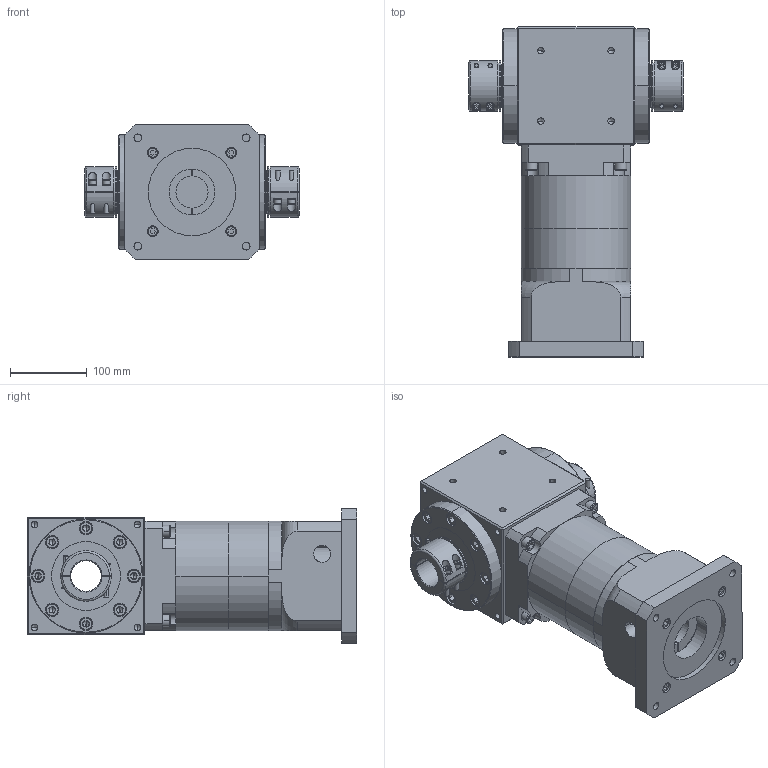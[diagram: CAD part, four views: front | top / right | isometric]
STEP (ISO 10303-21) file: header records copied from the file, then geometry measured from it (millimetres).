
FILE_DESCRIPTION (( 'STEP AP214' ), '1' );
FILE_NAME ('RAH150-L2-XX-D-42-114.3-200-M12_2019.STEP', '2019-05-13T06:06:49', ( 'Y' ), ( 'NCU' ), 'SwSTEP 2.0', 'SolidWorks 2016', '' );
FILE_SCHEMA (( 'AUTOMOTIVE_DESIGN' ));
Length unit declared in the file: millimetre
Products named in the file (1): RAH150-L2-XX-D-42-114.3-200-M12_2019
Bounding box: 280 x 431 x 176 mm (x, y, z)
Volume: 8852411 mm3; surface area: 656200.4 mm2
Topology: 4 solids, 38 shells, 1362 faces, 3150 edges, 1938 vertices
Faces by surface type: plane 688, cylinder 440, cone 158, torus 76
Entity records: 41541 total; most frequent: CARTESIAN_POINT 8253, DIRECTION 6978, ORIENTED_EDGE 6108, EDGE_CURVE 3054, AXIS2_PLACEMENT_3D 2641, VERTEX_POINT 1938, VECTOR 1696, LINE 1696
